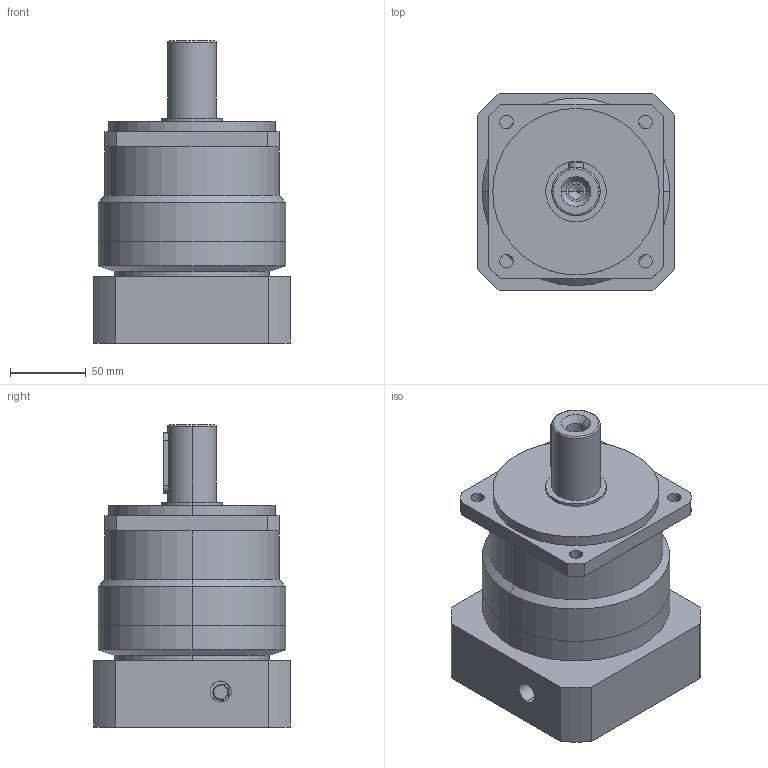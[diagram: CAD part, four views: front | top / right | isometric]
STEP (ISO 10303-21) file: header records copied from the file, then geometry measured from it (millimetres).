
FILE_DESCRIPTION (( 'STEP AP203' ), '1' );
FILE_NAME ('GPV115-L1-(22-110-145-M8).STEP', '2022-05-25T06:24:41', ( '微软用户' ), ( '微软中国' ), 'SwSTEP 2.0', 'SolidWorks 2018', '' );
FILE_SCHEMA (( 'CONFIG_CONTROL_DESIGN' ));
Length unit declared in the file: millimetre
Products named in the file (1): GPV115-L1-(22-110-145-M8)
Bounding box: 130 x 130 x 199.5 mm (x, y, z)
Volume: 1585376.5 mm3; surface area: 164355.1 mm2
Topology: 4 solids, 4 shells, 240 faces, 567 edges, 358 vertices
Faces by surface type: plane 109, cylinder 97, torus 18, cone 16
Entity records: 7379 total; most frequent: CARTESIAN_POINT 1605, DIRECTION 1256, ORIENTED_EDGE 1114, EDGE_CURVE 557, AXIS2_PLACEMENT_3D 473, VERTEX_POINT 358, LINE 310, VECTOR 310
